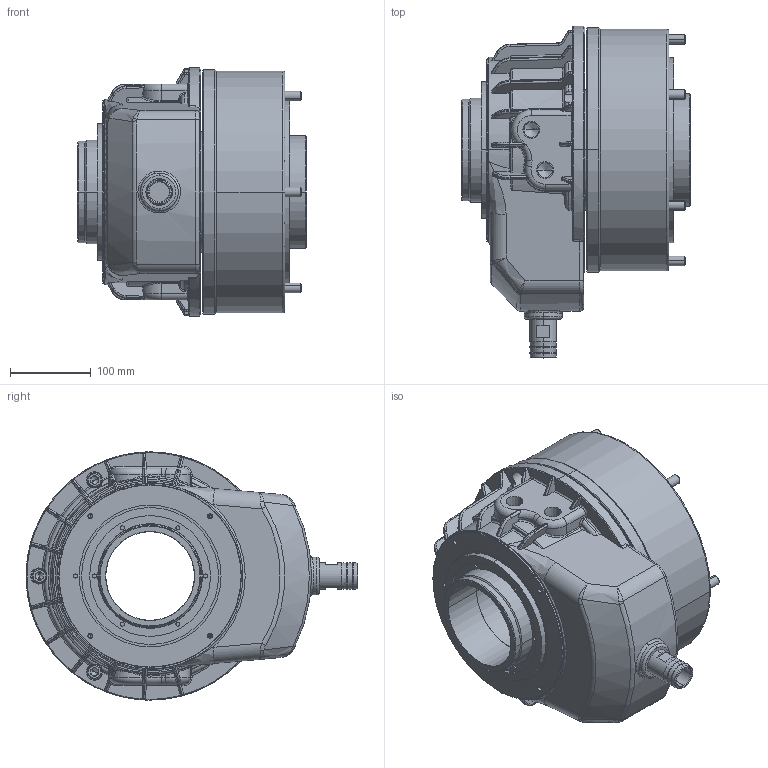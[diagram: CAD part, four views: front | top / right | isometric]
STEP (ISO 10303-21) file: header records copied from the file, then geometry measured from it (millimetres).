
FILE_DESCRIPTION (( 'STEP AP203' ), '1' );
FILE_NAME ('CF-TK-A1511.STEP', '2020-08-26T02:36:46', ( '' ), ( '' ), 'SwSTEP 2.0', 'SolidWorks 2016', '' );
FILE_SCHEMA (( 'CONFIG_CONTROL_DESIGN' ));
Length unit declared in the file: millimetre
Products named in the file (9): CF-TK-1512-後柵環; CT-S08-08000; O-RING_G115; 圓頭內六角螺栓_M12x110; CF-TK-A1511; CF-TK-A1512-罩殼; CF-TK-A1512-閥軸; CF-TK-A1511-活塞; CF-TK-A1512-缸體
Assembly tree (13 placements, depth 2):
  CF-TK-A1511
    CF-TK-A1512-罩殼
    CF-TK-A1512-閥軸
    CF-TK-A1511-活塞
    CF-TK-A1512-缸體
    CF-TK-1512-後柵環
    CT-S08-08000
    O-RING_G115
    圓頭內六角螺栓_M12x110  x6
Bounding box: 284 x 412 x 308 mm (x, y, z)
Volume: 13321292.4 mm3; surface area: 1232401 mm2
Topology: 13 solids, 14 shells, 1215 faces, 3012 edges, 1849 vertices
Faces by surface type: cylinder 523, plane 286, cone 178, torus 116, bspline 108, sphere 4
Entity records: 40321 total; most frequent: CARTESIAN_POINT 14221, ORIENTED_EDGE 5344, DIRECTION 5183, EDGE_CURVE 2672, AXIS2_PLACEMENT_3D 2143, VERTEX_POINT 1684, EDGE_LOOP 1256, CIRCLE 1145
